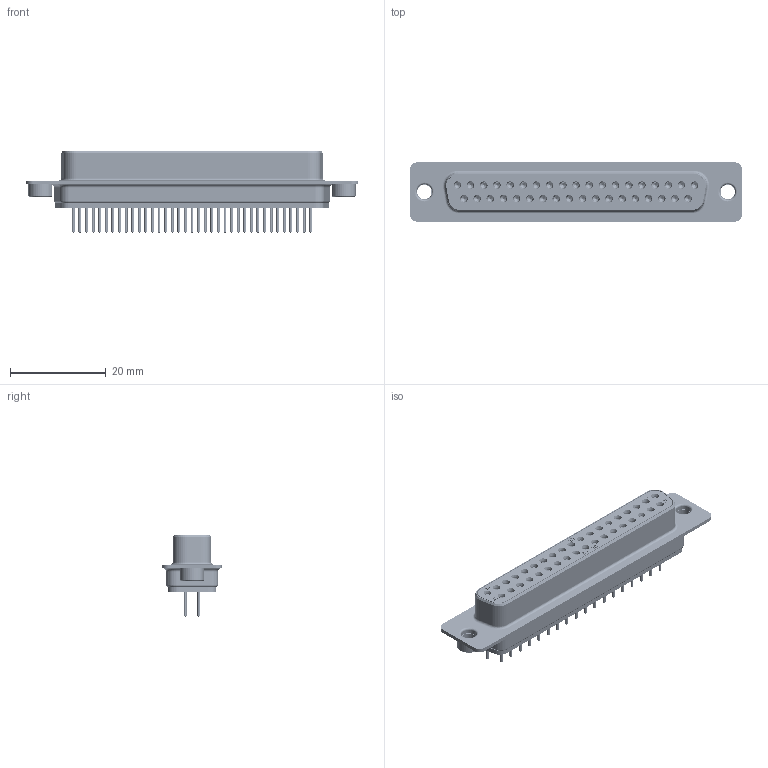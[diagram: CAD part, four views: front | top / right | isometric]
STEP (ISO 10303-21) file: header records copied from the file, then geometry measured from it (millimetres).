
FILE_DESCRIPTION(/* description */ ('Unknown'),/* implementation_level */ '2;1');
FILE_NAME(/* name */ '216611023',/* time_stamp */ '2019-03-27T17:05:27+08:00',/* author */ ('Unknown'),/* organization */ ('Unknown'),/* preprocessor_version */ 'ST-DEVELOPER v16.7',/* originating_system */ 'DEX',/* authorisation */ $);
FILE_SCHEMA (('AUTOMOTIVE_DESIGN {1 0 10303 214 3 1 1}'));
Length unit declared in the file: millimetre
Products named in the file (7): 216611023; N00639_BG; R+B00105_BG; R+B00157_BG; R+B00496_BG; R+B00108_female_BG; N00752_BG
Assembly tree (43 placements, depth 2):
  216611023
    N00639_BG
    R+B00105_BG  x37
    R+B00157_BG
    R+B00496_BG
    R+B00108_female_BG  x2
    N00752_BG
Bounding box: 69.5 x 12.4 x 17 mm (x, y, z)
Volume: 4393.9 mm3; surface area: 13194.3 mm2
Topology: 43 solids, 43 shells, 6630 faces, 16461 edges, 10094 vertices
Faces by surface type: plane 5587, cylinder 492, cone 304, bspline 151, torus 96
Full cylindrical faces by diameter (mm): 0.242 x2, 0.281 x2, 0.6 x37, 0.7 x37, 1.15 x37, 1.28 x37, 1.3 x37, 1.7 x37, 2 x74, 2.18 x37, 2.22 x74, 3 x2, 3.2 x2, 4 x2, 4.06 x4, 5 x6
Entity records: 35466 total; most frequent: CARTESIAN_POINT 12318, DIRECTION 4334, ORIENTED_EDGE 4248, EDGE_CURVE 2124, AXIS2_PLACEMENT_3D 1646, VERTEX_POINT 1504, FACE_BOUND 1460, EDGE_LOOP 1459
